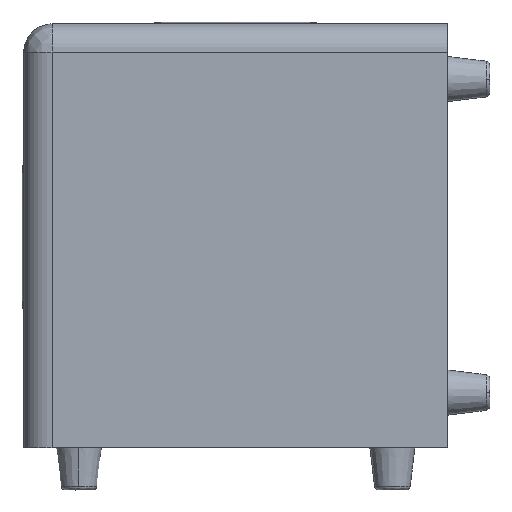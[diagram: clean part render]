
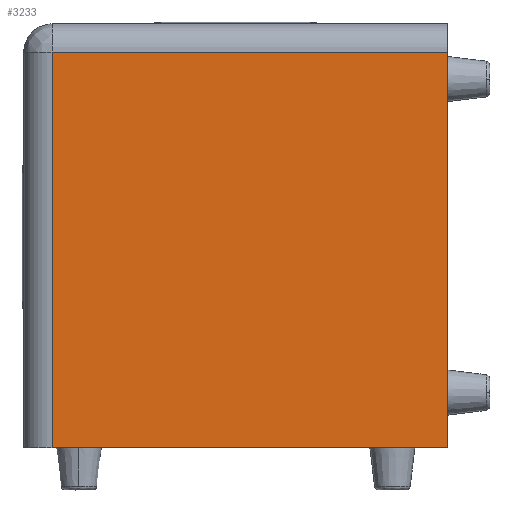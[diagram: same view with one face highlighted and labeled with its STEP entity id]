
A CAD part, left-side view. The second image highlights one B-rep face of the part: STEP entity #3233.
In plain terms, the highlighted planar face has unit normal (-1, 0, 0).
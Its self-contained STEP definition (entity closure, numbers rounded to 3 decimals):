
#133 = DIRECTION ( 'NONE',  ( 0., 0., -1. ) ) ;
#183 = VERTEX_POINT ( 'NONE', #5299 ) ;
#211 = AXIS2_PLACEMENT_3D ( 'NONE', #3294, #3324, #6296 ) ;
#663 = ORIENTED_EDGE ( 'NONE', *, *, #3776, .F. ) ;
#896 = LINE ( 'NONE', #2368, #1723 ) ;
#989 = DIRECTION ( 'NONE',  ( 0., -1., 0. ) ) ;
#1025 = VERTEX_POINT ( 'NONE', #1890 ) ;
#1032 = ORIENTED_EDGE ( 'NONE', *, *, #5097, .F. ) ;
#1254 = FACE_OUTER_BOUND ( 'NONE', #4882, .T. ) ;
#1264 = CARTESIAN_POINT ( 'NONE',  ( -15., -15., -15. ) ) ;
#1501 = EDGE_CURVE ( 'NONE', #1025, #4554, #6289, .T. ) ;
#1723 = VECTOR ( 'NONE', #4336, 1000. ) ;
#1840 = ORIENTED_EDGE ( 'NONE', *, *, #1501, .F. ) ;
#1890 = CARTESIAN_POINT ( 'NONE',  ( -15., -15., 13. ) ) ;
#2112 = CARTESIAN_POINT ( 'NONE',  ( -15., 13., -15. ) ) ;
#2368 = CARTESIAN_POINT ( 'NONE',  ( -15., 15., -15. ) ) ;
#2404 = LINE ( 'NONE', #4008, #4417 ) ;
#2578 = DIRECTION ( 'NONE',  ( 0., 0., 1. ) ) ;
#2628 = CARTESIAN_POINT ( 'NONE',  ( -15., -15., -15. ) ) ;
#2899 = VECTOR ( 'NONE', #133, 1000. ) ;
#3072 = LINE ( 'NONE', #2112, #4661 ) ;
#3233 = ADVANCED_FACE ( 'NONE', ( #1254 ), #3816, .F. ) ;
#3294 = CARTESIAN_POINT ( 'NONE',  ( -15., 15., -15. ) ) ;
#3324 = DIRECTION ( 'NONE',  ( 1., 0., 0. ) ) ;
#3407 = VERTEX_POINT ( 'NONE', #5761 ) ;
#3776 = EDGE_CURVE ( 'NONE', #4554, #3407, #896, .T. ) ;
#3816 = PLANE ( 'NONE',  #211 ) ;
#4008 = CARTESIAN_POINT ( 'NONE',  ( -15., 15., 13. ) ) ;
#4124 = EDGE_CURVE ( 'NONE', #183, #1025, #2404, .T. ) ;
#4336 = DIRECTION ( 'NONE',  ( 0., 1., 0. ) ) ;
#4417 = VECTOR ( 'NONE', #989, 1000. ) ;
#4554 = VERTEX_POINT ( 'NONE', #1264 ) ;
#4661 = VECTOR ( 'NONE', #2578, 1000. ) ;
#4842 = ORIENTED_EDGE ( 'NONE', *, *, #4124, .F. ) ;
#4882 = EDGE_LOOP ( 'NONE', ( #4842, #1032, #663, #1840 ) ) ;
#5097 = EDGE_CURVE ( 'NONE', #3407, #183, #3072, .T. ) ;
#5299 = CARTESIAN_POINT ( 'NONE',  ( -15., 13., 13. ) ) ;
#5761 = CARTESIAN_POINT ( 'NONE',  ( -15., 13., -15. ) ) ;
#6289 = LINE ( 'NONE', #2628, #2899 ) ;
#6296 = DIRECTION ( 'NONE',  ( 0., 0., -1. ) ) ;
